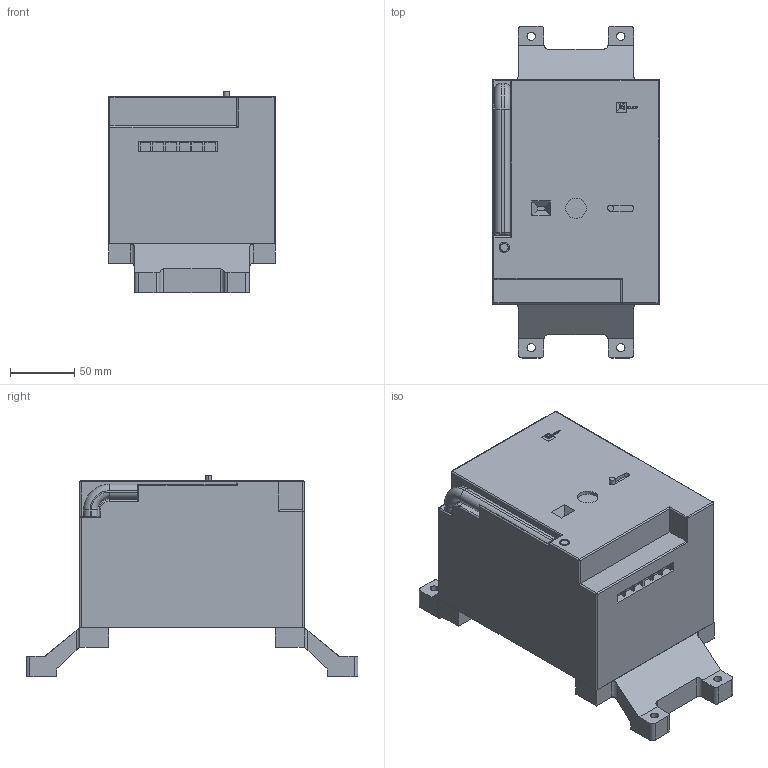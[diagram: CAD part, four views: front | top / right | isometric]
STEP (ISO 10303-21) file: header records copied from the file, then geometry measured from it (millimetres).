
FILE_DESCRIPTION (( 'STEP AP214' ), '1' );
FILE_NAME ('mccb-4-CD2-av AV POWER-4 Ýëåêòðîïðèâîä CD2.STEP', '2020-03-20T10:24:12', ( '' ), ( '' ), 'SwSTEP 2.0', 'SolidWorks 2019', '' );
FILE_SCHEMA (( 'AUTOMOTIVE_DESIGN' ));
Length unit declared in the file: millimetre
Products named in the file (3): 襟俶.743311.001 扰鍙欙樥燲00; Ìîòîðíûé ïðèâîä ê AV POWER-4; mccb-4-CD2-av AV POWER-4 Ýëåêòðîïðèâîä CD2
Assembly tree (3 placements, depth 2):
  mccb-4-CD2-av AV POWER-4 Ýëåêòðîïðèâîä CD2
    Ìîòîðíûé ïðèâîä ê AV POWER-4
    襟俶.743311.001 扰鍙欙樥燲00  x2
Bounding box: 130 x 259 x 157 mm (x, y, z)
Volume: 2711164.4 mm3; surface area: 172087.3 mm2
Topology: 3 solids, 3 shells, 331 faces, 850 edges, 539 vertices
Faces by surface type: plane 180, cylinder 111, bspline 18, sphere 8, cone 8, torus 6
Entity records: 9350 total; most frequent: CARTESIAN_POINT 2219, ORIENTED_EDGE 1476, DIRECTION 1421, EDGE_CURVE 738, LINE 511, VECTOR 511, VERTEX_POINT 473, AXIS2_PLACEMENT_3D 455
